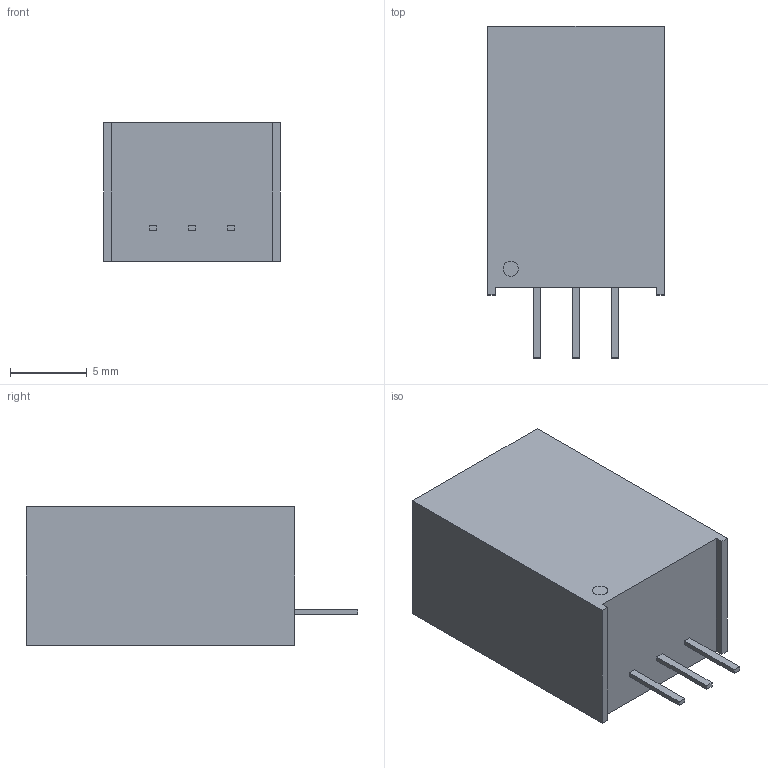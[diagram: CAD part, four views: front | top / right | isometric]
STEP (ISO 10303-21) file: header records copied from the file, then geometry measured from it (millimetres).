
FILE_DESCRIPTION (( 'STEP AP214' ), '1' );
FILE_NAME ('CUI_VX7803-1000.step', '2017-11-22T02:46:54', ( '' ), ( '' ), 'SwSTEP 2.0', 'SolidWorks 2017', '' );
FILE_SCHEMA (( 'AUTOMOTIVE_DESIGN' ));
Length unit declared in the file: millimetre
Products named in the file (1): CUI_VX7803-1000
Bounding box: 11.5 x 21.6 x 9 mm (x, y, z)
Volume: 1766.1 mm3; surface area: 945.4 mm2
Topology: 2 solids, 2 shells, 29 faces, 66 edges, 44 vertices
Faces by surface type: plane 27, cylinder 2
Entity records: 957 total; most frequent: CARTESIAN_POINT 140, ORIENTED_EDGE 132, DIRECTION 130, EDGE_CURVE 66, LINE 62, VECTOR 62, VERTEX_POINT 44, AXIS2_PLACEMENT_3D 34
